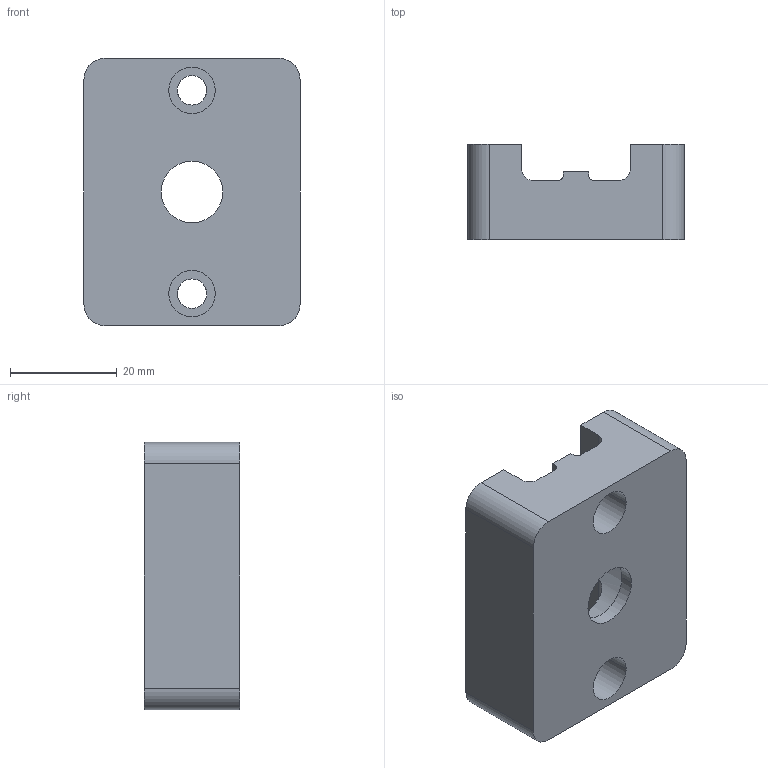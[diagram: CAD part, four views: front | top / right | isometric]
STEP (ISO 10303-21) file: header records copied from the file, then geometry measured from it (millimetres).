
FILE_DESCRIPTION (( 'STEP AP203' ), '1' );
FILE_NAME ('Clamp 1.STEP', '2021-07-31T11:49:05', ( '' ), ( '' ), 'SwSTEP 2.0', 'SolidWorks 2020', '' );
FILE_SCHEMA (( 'CONFIG_CONTROL_DESIGN' ));
Length unit declared in the file: millimetre
Products named in the file (1): Clamp 1
Bounding box: 40.4 x 17.82 x 50 mm (x, y, z)
Volume: 22792.7 mm3; surface area: 8600.1 mm2
Topology: 1 solids, 1 shells, 54 faces, 156 edges, 104 vertices
Faces by surface type: plane 30, cylinder 24
Entity records: 2005 total; most frequent: CARTESIAN_POINT 475, ORIENTED_EDGE 312, DIRECTION 298, EDGE_CURVE 156, VERTEX_POINT 104, AXIS2_PLACEMENT_3D 103, LINE 92, VECTOR 92
